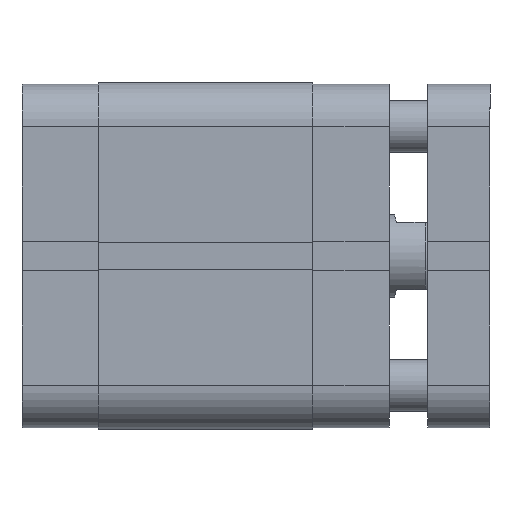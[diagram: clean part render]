
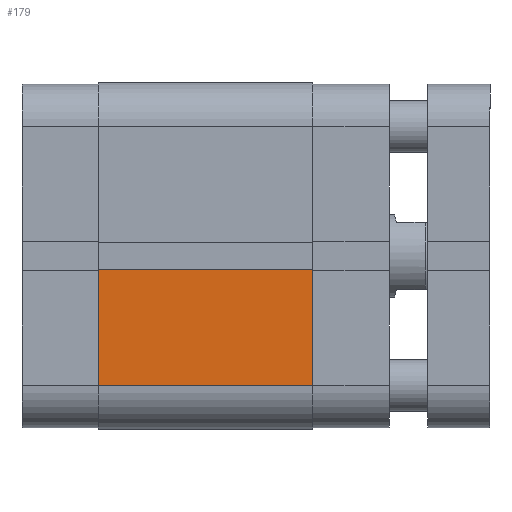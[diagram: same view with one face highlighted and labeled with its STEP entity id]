
A CAD part, front view. The second image highlights one B-rep face of the part: STEP entity #179.
In plain terms, the highlighted planar face has unit normal (0, -1, 0).
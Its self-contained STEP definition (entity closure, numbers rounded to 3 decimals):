
#179 = ADVANCED_FACE ( 'NONE', ( #3412 ), #4799, .F. ) ;
#292 = CARTESIAN_POINT ( 'NONE',  ( -25., -33.5, 41.5 ) ) ;
#331 = CARTESIAN_POINT ( 'NONE',  ( -25., -33.5, 0. ) ) ;
#332 = CARTESIAN_POINT ( 'NONE',  ( -2.6, -33.5, 0. ) ) ;
#333 = CARTESIAN_POINT ( 'NONE',  ( -2.6, -33.5, 41.5 ) ) ;
#1140 = CARTESIAN_POINT ( 'NONE',  ( 0., -33.5, 41.5 ) ) ;
#1141 = DIRECTION ( 'NONE',  ( 1., 0., 0. ) ) ;
#1159 = CARTESIAN_POINT ( 'NONE',  ( -25., -33.5, 41.5 ) ) ;
#1160 = DIRECTION ( 'NONE',  ( 0., 0., -1. ) ) ;
#1161 = CARTESIAN_POINT ( 'NONE',  ( 0., -33.5, 0. ) ) ;
#1163 = CARTESIAN_POINT ( 'NONE',  ( -2.6, -33.5, 41.5 ) ) ;
#1164 = DIRECTION ( 'NONE',  ( 0., 0., -1. ) ) ;
#1166 = DIRECTION ( 'NONE',  ( 1., 0., 0. ) ) ;
#2246 = ORIENTED_EDGE ( 'NONE', *, *, #5250, .T. ) ;
#2515 = ORIENTED_EDGE ( 'NONE', *, *, #5247, .T. ) ;
#2528 = ORIENTED_EDGE ( 'NONE', *, *, #5249, .F. ) ;
#2577 = ORIENTED_EDGE ( 'NONE', *, *, #5238, .F. ) ;
#2805 = EDGE_LOOP ( 'NONE', ( #2246, #2528, #2577, #2515 ) ) ;
#3412 = FACE_OUTER_BOUND ( 'NONE', #2805, .T. ) ;
#3679 = VERTEX_POINT ( 'NONE', #331 ) ;
#3680 = VERTEX_POINT ( 'NONE', #292 ) ;
#3681 = VERTEX_POINT ( 'NONE', #332 ) ;
#3683 = VERTEX_POINT ( 'NONE', #333 ) ;
#4798 = CARTESIAN_POINT ( 'NONE',  ( 0., -33.5, 41.5 ) ) ;
#4799 = PLANE ( 'NONE',  #5929 ) ;
#4801 = DIRECTION ( 'NONE',  ( 0., 1., 0. ) ) ;
#4802 = DIRECTION ( 'NONE',  ( 0., 0., 1. ) ) ;
#5238 = EDGE_CURVE ( 'NONE', #3680, #3683, #6533, .T. ) ;
#5247 = EDGE_CURVE ( 'NONE', #3680, #3679, #6553, .T. ) ;
#5249 = EDGE_CURVE ( 'NONE', #3683, #3681, #6557, .T. ) ;
#5250 = EDGE_CURVE ( 'NONE', #3679, #3681, #6546, .T. ) ;
#5929 = AXIS2_PLACEMENT_3D ( 'NONE', #4798, #4801, #4802 ) ;
#6531 = VECTOR ( 'NONE', #1141, 1000. ) ;
#6533 = LINE ( 'NONE', #1140, #6531 ) ;
#6546 = LINE ( 'NONE', #1161, #6559 ) ;
#6553 = LINE ( 'NONE', #1159, #6554 ) ;
#6554 = VECTOR ( 'NONE', #1160, 1000. ) ;
#6557 = LINE ( 'NONE', #1163, #6558 ) ;
#6558 = VECTOR ( 'NONE', #1164, 1000. ) ;
#6559 = VECTOR ( 'NONE', #1166, 1000. ) ;
